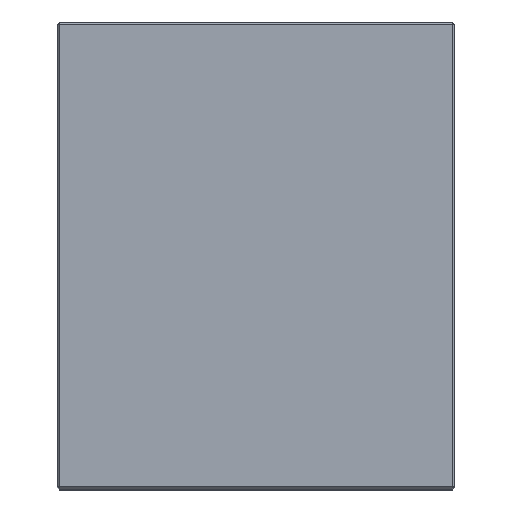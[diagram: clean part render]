
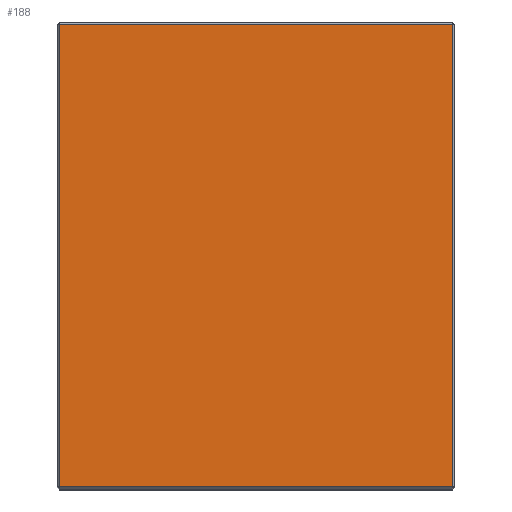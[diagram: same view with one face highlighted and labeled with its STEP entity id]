
A CAD part, top view. The second image highlights one B-rep face of the part: STEP entity #188.
In plain terms, the highlighted planar face has unit normal (0, 0, 1).
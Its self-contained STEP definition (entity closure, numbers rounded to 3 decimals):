
#145=FACE_OUTER_BOUND('',#491,.T.);
#188=ADVANCED_FACE('',(#145),#253,.F.);
#253=PLANE('',#1004);
#291=LINE('',#1435,#339);
#292=LINE('',#1438,#340);
#293=LINE('',#1440,#341);
#294=LINE('',#1442,#342);
#339=VECTOR('',#1154,1.);
#340=VECTOR('',#1155,1.);
#341=VECTOR('',#1156,1.);
#342=VECTOR('',#1157,1.);
#491=EDGE_LOOP('',(#617,#618,#619,#620));
#617=ORIENTED_EDGE('',*,*,#879,.T.);
#618=ORIENTED_EDGE('',*,*,#880,.T.);
#619=ORIENTED_EDGE('',*,*,#881,.T.);
#620=ORIENTED_EDGE('',*,*,#882,.T.);
#799=VERTEX_POINT('',#1436);
#800=VERTEX_POINT('',#1437);
#801=VERTEX_POINT('',#1439);
#802=VERTEX_POINT('',#1441);
#879=EDGE_CURVE('',#799,#800,#291,.T.);
#880=EDGE_CURVE('',#800,#801,#292,.T.);
#881=EDGE_CURVE('',#801,#802,#293,.T.);
#882=EDGE_CURVE('',#802,#799,#294,.T.);
#1004=AXIS2_PLACEMENT_3D('',#1443,#1158,#1159);
#1154=DIRECTION('',(0.,-1.,0.));
#1155=DIRECTION('',(1.,0.,0.));
#1156=DIRECTION('',(0.,1.,0.));
#1157=DIRECTION('',(-1.,0.,0.));
#1158=DIRECTION('',(0.,0.,-1.));
#1159=DIRECTION('',(-1.,0.,0.));
#1435=CARTESIAN_POINT('',(1.,94.,95.));
#1436=CARTESIAN_POINT('',(1.,93.,95.));
#1437=CARTESIAN_POINT('',(1.,-93.,95.));
#1438=CARTESIAN_POINT('',(160.,-93.,95.));
#1439=CARTESIAN_POINT('',(159.,-93.,95.));
#1440=CARTESIAN_POINT('',(159.,94.,95.));
#1441=CARTESIAN_POINT('',(159.,93.,95.));
#1442=CARTESIAN_POINT('',(160.,93.,95.));
#1443=CARTESIAN_POINT('',(160.,94.,95.));
